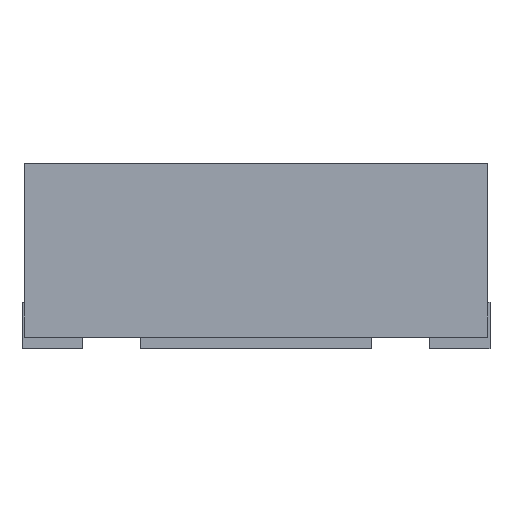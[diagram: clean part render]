
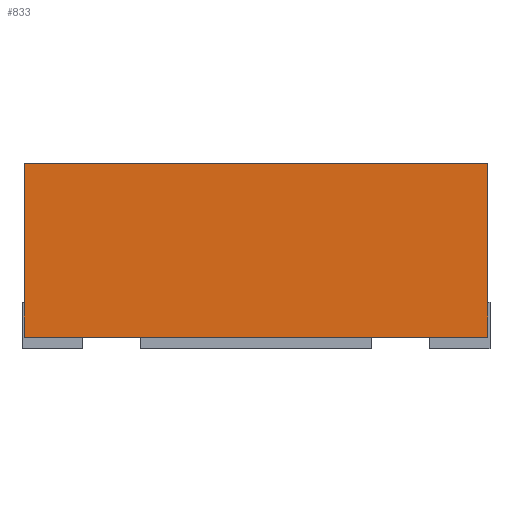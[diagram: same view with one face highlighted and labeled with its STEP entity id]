
A CAD part, front view. The second image highlights one B-rep face of the part: STEP entity #833.
In plain terms, the highlighted planar face has unit normal (0, -1, 0).
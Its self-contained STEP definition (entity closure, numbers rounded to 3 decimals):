
#139 = PLANE('',#140);
#140 = AXIS2_PLACEMENT_3D('',#141,#142,#143);
#141 = CARTESIAN_POINT('',(0.,0.,0.8));
#142 = DIRECTION('',(0.,0.,1.));
#143 = DIRECTION('',(0.,-1.,0.));
#274 = EDGE_CURVE('',#275,#277,#279,.T.);
#275 = VERTEX_POINT('',#276);
#276 = CARTESIAN_POINT('',(-1.,-1.,0.8));
#277 = VERTEX_POINT('',#278);
#278 = CARTESIAN_POINT('',(1.,-1.,0.8));
#279 = SURFACE_CURVE('',#280,(#284,#291),.PCURVE_S1.);
#280 = LINE('',#281,#282);
#281 = CARTESIAN_POINT('',(0.,-1.,0.8));
#282 = VECTOR('',#283,1.);
#283 = DIRECTION('',(1.,0.,0.));
#284 = PCURVE('',#139,#285);
#285 = DEFINITIONAL_REPRESENTATION('',(#286),#290);
#286 = LINE('',#287,#288);
#287 = CARTESIAN_POINT('',(1.,0.));
#288 = VECTOR('',#289,1.);
#289 = DIRECTION('',(0.,1.));
#290 = ( GEOMETRIC_REPRESENTATION_CONTEXT(2) 
PARAMETRIC_REPRESENTATION_CONTEXT() REPRESENTATION_CONTEXT('2D SPACE',''
  ) );
#291 = PCURVE('',#292,#297);
#292 = PLANE('',#293);
#293 = AXIS2_PLACEMENT_3D('',#294,#295,#296);
#294 = CARTESIAN_POINT('',(1.,-1.,0.8));
#295 = DIRECTION('',(0.,1.,0.));
#296 = DIRECTION('',(0.,0.,1.));
#297 = DEFINITIONAL_REPRESENTATION('',(#298),#302);
#298 = LINE('',#299,#300);
#299 = CARTESIAN_POINT('',(0.,-1.));
#300 = VECTOR('',#301,1.);
#301 = DIRECTION('',(0.,1.));
#302 = ( GEOMETRIC_REPRESENTATION_CONTEXT(2) 
PARAMETRIC_REPRESENTATION_CONTEXT() REPRESENTATION_CONTEXT('2D SPACE',''
  ) );
#320 = PLANE('',#321);
#321 = AXIS2_PLACEMENT_3D('',#322,#323,#324);
#322 = CARTESIAN_POINT('',(1.,1.,0.8));
#323 = DIRECTION('',(-1.,0.,0.));
#324 = DIRECTION('',(0.,0.,-1.));
#374 = PLANE('',#375);
#375 = AXIS2_PLACEMENT_3D('',#376,#377,#378);
#376 = CARTESIAN_POINT('',(-1.,1.,0.8));
#377 = DIRECTION('',(1.,0.,0.));
#378 = DIRECTION('',(0.,1.,0.));
#514 = PLANE('',#515);
#515 = AXIS2_PLACEMENT_3D('',#516,#517,#518);
#516 = CARTESIAN_POINT('',(0.,0.,0.05));
#517 = DIRECTION('',(0.,0.,1.));
#518 = DIRECTION('',(0.,-1.,0.));
#762 = EDGE_CURVE('',#763,#277,#765,.T.);
#763 = VERTEX_POINT('',#764);
#764 = CARTESIAN_POINT('',(1.,-1.,0.05));
#765 = SURFACE_CURVE('',#766,(#770,#777),.PCURVE_S1.);
#766 = LINE('',#767,#768);
#767 = CARTESIAN_POINT('',(1.,-1.,0.8));
#768 = VECTOR('',#769,1.);
#769 = DIRECTION('',(0.,0.,1.));
#770 = PCURVE('',#320,#771);
#771 = DEFINITIONAL_REPRESENTATION('',(#772),#776);
#772 = LINE('',#773,#774);
#773 = CARTESIAN_POINT('',(0.,2.));
#774 = VECTOR('',#775,1.);
#775 = DIRECTION('',(-1.,0.));
#776 = ( GEOMETRIC_REPRESENTATION_CONTEXT(2) 
PARAMETRIC_REPRESENTATION_CONTEXT() REPRESENTATION_CONTEXT('2D SPACE',''
  ) );
#777 = PCURVE('',#292,#778);
#778 = DEFINITIONAL_REPRESENTATION('',(#779),#783);
#779 = LINE('',#780,#781);
#780 = CARTESIAN_POINT('',(0.,0.));
#781 = VECTOR('',#782,1.);
#782 = DIRECTION('',(1.,0.));
#783 = ( GEOMETRIC_REPRESENTATION_CONTEXT(2) 
PARAMETRIC_REPRESENTATION_CONTEXT() REPRESENTATION_CONTEXT('2D SPACE',''
  ) );
#833 = ADVANCED_FACE('',(#834),#292,.F.);
#834 = FACE_BOUND('',#835,.T.);
#835 = EDGE_LOOP('',(#836,#837,#838,#861));
#836 = ORIENTED_EDGE('',*,*,#762,.T.);
#837 = ORIENTED_EDGE('',*,*,#274,.F.);
#838 = ORIENTED_EDGE('',*,*,#839,.F.);
#839 = EDGE_CURVE('',#840,#275,#842,.T.);
#840 = VERTEX_POINT('',#841);
#841 = CARTESIAN_POINT('',(-1.,-1.,0.05));
#842 = SURFACE_CURVE('',#843,(#847,#854),.PCURVE_S1.);
#843 = LINE('',#844,#845);
#844 = CARTESIAN_POINT('',(-1.,-1.,0.8));
#845 = VECTOR('',#846,1.);
#846 = DIRECTION('',(0.,0.,1.));
#847 = PCURVE('',#292,#848);
#848 = DEFINITIONAL_REPRESENTATION('',(#849),#853);
#849 = LINE('',#850,#851);
#850 = CARTESIAN_POINT('',(0.,-2.));
#851 = VECTOR('',#852,1.);
#852 = DIRECTION('',(1.,0.));
#853 = ( GEOMETRIC_REPRESENTATION_CONTEXT(2) 
PARAMETRIC_REPRESENTATION_CONTEXT() REPRESENTATION_CONTEXT('2D SPACE',''
  ) );
#854 = PCURVE('',#374,#855);
#855 = DEFINITIONAL_REPRESENTATION('',(#856),#860);
#856 = LINE('',#857,#858);
#857 = CARTESIAN_POINT('',(-2.,0.));
#858 = VECTOR('',#859,1.);
#859 = DIRECTION('',(0.,1.));
#860 = ( GEOMETRIC_REPRESENTATION_CONTEXT(2) 
PARAMETRIC_REPRESENTATION_CONTEXT() REPRESENTATION_CONTEXT('2D SPACE',''
  ) );
#861 = ORIENTED_EDGE('',*,*,#862,.F.);
#862 = EDGE_CURVE('',#763,#840,#863,.T.);
#863 = SURFACE_CURVE('',#864,(#868,#875),.PCURVE_S1.);
#864 = LINE('',#865,#866);
#865 = CARTESIAN_POINT('',(1.,-1.,0.05));
#866 = VECTOR('',#867,1.);
#867 = DIRECTION('',(-1.,0.,0.));
#868 = PCURVE('',#292,#869);
#869 = DEFINITIONAL_REPRESENTATION('',(#870),#874);
#870 = LINE('',#871,#872);
#871 = CARTESIAN_POINT('',(-0.75,0.));
#872 = VECTOR('',#873,1.);
#873 = DIRECTION('',(0.,-1.));
#874 = ( GEOMETRIC_REPRESENTATION_CONTEXT(2) 
PARAMETRIC_REPRESENTATION_CONTEXT() REPRESENTATION_CONTEXT('2D SPACE',''
  ) );
#875 = PCURVE('',#514,#876);
#876 = DEFINITIONAL_REPRESENTATION('',(#877),#881);
#877 = LINE('',#878,#879);
#878 = CARTESIAN_POINT('',(1.,1.));
#879 = VECTOR('',#880,1.);
#880 = DIRECTION('',(-0.,-1.));
#881 = ( GEOMETRIC_REPRESENTATION_CONTEXT(2) 
PARAMETRIC_REPRESENTATION_CONTEXT() REPRESENTATION_CONTEXT('2D SPACE',''
  ) );
